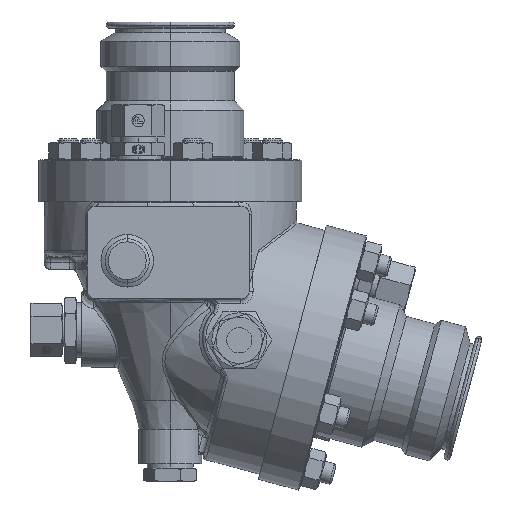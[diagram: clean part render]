
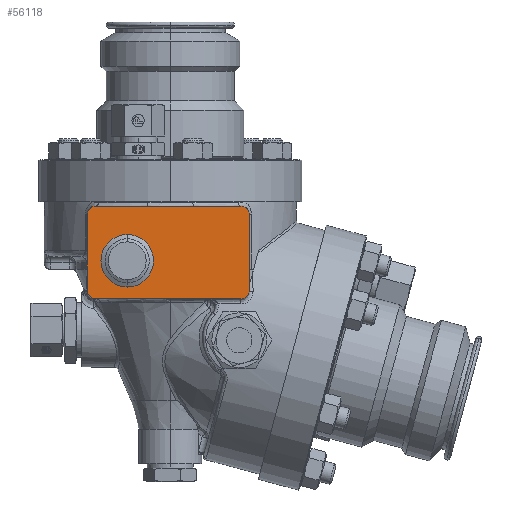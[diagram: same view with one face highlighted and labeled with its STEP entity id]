
A CAD part, left-side view. The second image highlights one B-rep face of the part: STEP entity #56118.
In plain terms, the highlighted planar face has unit normal (-1, 0, 0).
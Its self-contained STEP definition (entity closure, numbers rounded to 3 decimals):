
#334 = EDGE_CURVE ( 'NONE', #37436, #3286, #41305, .T. ) ;
#388 = CIRCLE ( 'NONE', #1012, 4. ) ;
#429 = CARTESIAN_POINT ( 'NONE',  ( -62., -33.501, -4. ) ) ;
#728 = VECTOR ( 'NONE', #10242, 1000. ) ;
#1012 = AXIS2_PLACEMENT_3D ( 'NONE', #56080, #25494, #61190 ) ;
#1527 = DIRECTION ( 'NONE',  ( -1., 0., 0. ) ) ;
#1606 = EDGE_CURVE ( 'NONE', #3202, #37436, #23425, .T. ) ;
#2052 = LINE ( 'NONE', #13565, #54575 ) ;
#3126 = DIRECTION ( 'NONE',  ( 0., 0., 1. ) ) ;
#3202 = VERTEX_POINT ( 'NONE', #40249 ) ;
#3286 = VERTEX_POINT ( 'NONE', #57117 ) ;
#3324 = CARTESIAN_POINT ( 'NONE',  ( -62., 11.18, -4. ) ) ;
#3483 = ORIENTED_EDGE ( 'NONE', *, *, #55545, .T. ) ;
#3567 = CIRCLE ( 'NONE', #16996, 4. ) ;
#4833 = CARTESIAN_POINT ( 'NONE',  ( -62., 20.5, -17.5 ) ) ;
#5884 = DIRECTION ( 'NONE',  ( -1., 0., 0. ) ) ;
#6125 = EDGE_CURVE ( 'NONE', #17535, #51965, #53765, .T. ) ;
#6266 = AXIS2_PLACEMENT_3D ( 'NONE', #41643, #11103, #46748 ) ;
#6375 = CIRCLE ( 'NONE', #30076, 4. ) ;
#7147 = ORIENTED_EDGE ( 'NONE', *, *, #11562, .T. ) ;
#7643 = CARTESIAN_POINT ( 'NONE',  ( -62., -33.501, -44. ) ) ;
#8384 = CARTESIAN_POINT ( 'NONE',  ( -62., 39.499, -8. ) ) ;
#10242 = DIRECTION ( 'NONE',  ( 0., 1., 0. ) ) ;
#10395 = ORIENTED_EDGE ( 'NONE', *, *, #25511, .T. ) ;
#10479 = ORIENTED_EDGE ( 'NONE', *, *, #22565, .T. ) ;
#11103 = DIRECTION ( 'NONE',  ( -1., 0., 0. ) ) ;
#11155 = EDGE_CURVE ( 'NONE', #42041, #17535, #2052, .T. ) ;
#11562 = EDGE_CURVE ( 'NONE', #3286, #23968, #388, .T. ) ;
#11587 = CARTESIAN_POINT ( 'NONE',  ( -62., 35.499, -4. ) ) ;
#11768 = CARTESIAN_POINT ( 'NONE',  ( -62., 35.499, -48. ) ) ;
#12290 = AXIS2_PLACEMENT_3D ( 'NONE', #16656, #52323, #21767 ) ;
#12753 = DIRECTION ( 'NONE',  ( 0., 0., 1. ) ) ;
#13342 = CIRCLE ( 'NONE', #12290, 12.5 ) ;
#13565 = CARTESIAN_POINT ( 'NONE',  ( -62., -37.501, -8. ) ) ;
#15014 = CARTESIAN_POINT ( 'NONE',  ( -62., 39.499, -44. ) ) ;
#15427 = VECTOR ( 'NONE', #62983, 1000. ) ;
#15769 = CARTESIAN_POINT ( 'NONE',  ( -62., 20.5, -30. ) ) ;
#16656 = CARTESIAN_POINT ( 'NONE',  ( -62., 20.5, -30. ) ) ;
#16996 = AXIS2_PLACEMENT_3D ( 'NONE', #7643, #43273, #12753 ) ;
#17535 = VERTEX_POINT ( 'NONE', #65445 ) ;
#17857 = ORIENTED_EDGE ( 'NONE', *, *, #1606, .T. ) ;
#18191 = CIRCLE ( 'NONE', #51739, 12.5 ) ;
#20384 = LINE ( 'NONE', #63520, #33863 ) ;
#20893 = DIRECTION ( 'NONE',  ( 0., 0., 1. ) ) ;
#21198 = VERTEX_POINT ( 'NONE', #11768 ) ;
#21767 = DIRECTION ( 'NONE',  ( 0., 0., 1. ) ) ;
#22565 = EDGE_CURVE ( 'NONE', #44100, #38515, #13342, .T. ) ;
#23425 = LINE ( 'NONE', #57359, #62509 ) ;
#23968 = VERTEX_POINT ( 'NONE', #8384 ) ;
#25494 = DIRECTION ( 'NONE',  ( -1., 0., 0. ) ) ;
#25511 = EDGE_CURVE ( 'NONE', #23968, #31862, #59631, .T. ) ;
#25921 = CARTESIAN_POINT ( 'NONE',  ( -62., -37.501, -44. ) ) ;
#27805 = DIRECTION ( 'NONE',  ( 0., 1., 0. ) ) ;
#29076 = EDGE_LOOP ( 'NONE', ( #45924, #10479 ) ) ;
#30076 = AXIS2_PLACEMENT_3D ( 'NONE', #36306, #5884, #41494 ) ;
#31218 = PLANE ( 'NONE',  #53021 ) ;
#31861 = CARTESIAN_POINT ( 'NONE',  ( -62., 35.499, -44. ) ) ;
#31862 = VERTEX_POINT ( 'NONE', #15014 ) ;
#32347 = CARTESIAN_POINT ( 'NONE',  ( -62., -33.501, -48. ) ) ;
#32522 = ORIENTED_EDGE ( 'NONE', *, *, #6125, .T. ) ;
#33863 = VECTOR ( 'NONE', #27805, 1000. ) ;
#34887 = EDGE_CURVE ( 'NONE', #42041, #45732, #3567, .T. ) ;
#35769 = DIRECTION ( 'NONE',  ( 0., 0., -1. ) ) ;
#36306 = CARTESIAN_POINT ( 'NONE',  ( -62., 35.499, -44. ) ) ;
#37039 = DIRECTION ( 'NONE',  ( 0., 0., 1. ) ) ;
#37147 = EDGE_CURVE ( 'NONE', #38515, #44100, #18191, .T. ) ;
#37436 = VERTEX_POINT ( 'NONE', #3324 ) ;
#38385 = ORIENTED_EDGE ( 'NONE', *, *, #11155, .T. ) ;
#38515 = VERTEX_POINT ( 'NONE', #4833 ) ;
#40249 = CARTESIAN_POINT ( 'NONE',  ( -62., -11.18, -4. ) ) ;
#41305 = LINE ( 'NONE', #11587, #728 ) ;
#41494 = DIRECTION ( 'NONE',  ( 0., 0., 1. ) ) ;
#41643 = CARTESIAN_POINT ( 'NONE',  ( -62., -33.501, -8. ) ) ;
#42041 = VERTEX_POINT ( 'NONE', #25921 ) ;
#43273 = DIRECTION ( 'NONE',  ( 1., 0., 0. ) ) ;
#43559 = EDGE_CURVE ( 'NONE', #31862, #21198, #6375, .T. ) ;
#44100 = VERTEX_POINT ( 'NONE', #58783 ) ;
#44542 = ORIENTED_EDGE ( 'NONE', *, *, #34887, .F. ) ;
#44670 = ORIENTED_EDGE ( 'NONE', *, *, #62575, .F. ) ;
#45732 = VERTEX_POINT ( 'NONE', #32347 ) ;
#45924 = ORIENTED_EDGE ( 'NONE', *, *, #37147, .T. ) ;
#46748 = DIRECTION ( 'NONE',  ( 0., 0., 1. ) ) ;
#47174 = FACE_BOUND ( 'NONE', #29076, .T. ) ;
#47519 = EDGE_LOOP ( 'NONE', ( #7147, #10395, #57019, #44670, #44542, #38385, #32522, #3483, #17857, #56553 ) ) ;
#51423 = DIRECTION ( 'NONE',  ( 1., 0., 0. ) ) ;
#51739 = AXIS2_PLACEMENT_3D ( 'NONE', #15769, #51423, #20893 ) ;
#51965 = VERTEX_POINT ( 'NONE', #429 ) ;
#52323 = DIRECTION ( 'NONE',  ( 1., 0., 0. ) ) ;
#53001 = CARTESIAN_POINT ( 'NONE',  ( -62., 35.499, -4. ) ) ;
#53021 = AXIS2_PLACEMENT_3D ( 'NONE', #31861, #1527, #37039 ) ;
#53765 = CIRCLE ( 'NONE', #6266, 4. ) ;
#54575 = VECTOR ( 'NONE', #3126, 1000. ) ;
#55545 = EDGE_CURVE ( 'NONE', #51965, #3202, #57658, .T. ) ;
#56080 = CARTESIAN_POINT ( 'NONE',  ( -62., 35.499, -8. ) ) ;
#56118 = ADVANCED_FACE ( 'NONE', ( #47174, #60730 ), #31218, .T. ) ;
#56553 = ORIENTED_EDGE ( 'NONE', *, *, #334, .T. ) ;
#57019 = ORIENTED_EDGE ( 'NONE', *, *, #43559, .T. ) ;
#57117 = CARTESIAN_POINT ( 'NONE',  ( -62., 35.499, -4. ) ) ;
#57359 = CARTESIAN_POINT ( 'NONE',  ( -62., 35.499, -4. ) ) ;
#57658 = LINE ( 'NONE', #53001, #15427 ) ;
#58022 = VECTOR ( 'NONE', #35769, 1000. ) ;
#58030 = DIRECTION ( 'NONE',  ( 0., 1., 0. ) ) ;
#58783 = CARTESIAN_POINT ( 'NONE',  ( -62., 20.5, -42.5 ) ) ;
#59631 = LINE ( 'NONE', #61210, #58022 ) ;
#60730 = FACE_OUTER_BOUND ( 'NONE', #47519, .T. ) ;
#61190 = DIRECTION ( 'NONE',  ( 0., 0., 1. ) ) ;
#61210 = CARTESIAN_POINT ( 'NONE',  ( -62., 39.499, -44. ) ) ;
#62509 = VECTOR ( 'NONE', #58030, 1000. ) ;
#62575 = EDGE_CURVE ( 'NONE', #45732, #21198, #20384, .T. ) ;
#62983 = DIRECTION ( 'NONE',  ( 0., 1., 0. ) ) ;
#63520 = CARTESIAN_POINT ( 'NONE',  ( -62., 35.499, -48. ) ) ;
#65445 = CARTESIAN_POINT ( 'NONE',  ( -62., -37.501, -8. ) ) ;
